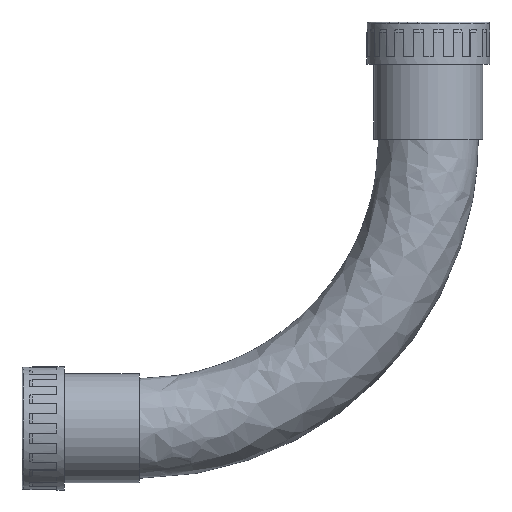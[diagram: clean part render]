
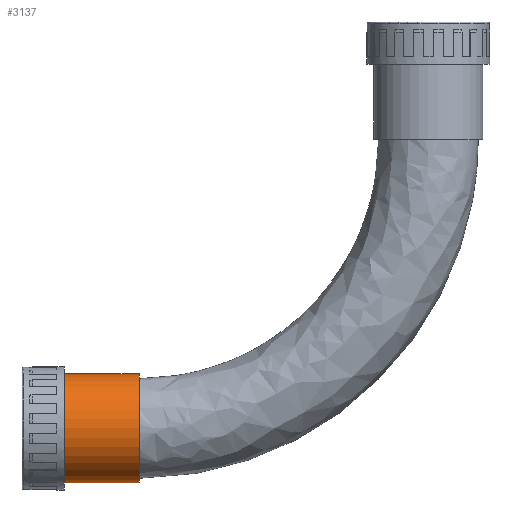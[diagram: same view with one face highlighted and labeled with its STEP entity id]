
A CAD part, front view. The second image highlights one B-rep face of the part: STEP entity #3137.
In plain terms, the highlighted cylindrical face has radius 21.85 mm (diameter 43.7 mm), a full revolution.
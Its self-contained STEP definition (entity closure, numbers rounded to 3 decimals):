
#112 = VERTEX_POINT ( 'NONE', #2116 ) ;
#182 = AXIS2_PLACEMENT_3D ( 'NONE', #3491, #665, #3991 ) ;
#184 = DIRECTION ( 'NONE',  ( 0., 0., -1. ) ) ;
#665 = DIRECTION ( 'NONE',  ( 1., 0., 0. ) ) ;
#1015 = DIRECTION ( 'NONE',  ( -1., 0., 0. ) ) ;
#1031 = EDGE_LOOP ( 'NONE', ( #4677 ) ) ;
#1127 = CARTESIAN_POINT ( 'NONE',  ( -42., 0., -116. ) ) ;
#1214 = VERTEX_POINT ( 'NONE', #3056 ) ;
#1441 = ORIENTED_EDGE ( 'NONE', *, *, #5439, .F. ) ;
#2116 = CARTESIAN_POINT ( 'NONE',  ( 0., 0., -137.85 ) ) ;
#2253 = FACE_OUTER_BOUND ( 'NONE', #3323, .T. ) ;
#2514 = DIRECTION ( 'NONE',  ( 1., 0., 0. ) ) ;
#3056 = CARTESIAN_POINT ( 'NONE',  ( -30., 0., -137.85 ) ) ;
#3103 = CIRCLE ( 'NONE', #4645, 21.85 ) ;
#3137 = ADVANCED_FACE ( 'NONE', ( #2253, #3360 ), #4492, .T. ) ;
#3323 = EDGE_LOOP ( 'NONE', ( #1441 ) ) ;
#3360 = FACE_OUTER_BOUND ( 'NONE', #1031, .T. ) ;
#3491 = CARTESIAN_POINT ( 'NONE',  ( 0., 0., -116. ) ) ;
#3862 = CARTESIAN_POINT ( 'NONE',  ( -30., 0., -116. ) ) ;
#3990 = EDGE_CURVE ( 'NONE', #112, #112, #5800, .T. ) ;
#3991 = DIRECTION ( 'NONE',  ( 0., 0., -1. ) ) ;
#4334 = DIRECTION ( 'NONE',  ( 0., 0., -1. ) ) ;
#4492 = CYLINDRICAL_SURFACE ( 'NONE', #5707, 21.85 ) ;
#4645 = AXIS2_PLACEMENT_3D ( 'NONE', #3862, #1015, #4334 ) ;
#4677 = ORIENTED_EDGE ( 'NONE', *, *, #3990, .F. ) ;
#5439 = EDGE_CURVE ( 'NONE', #1214, #1214, #3103, .T. ) ;
#5707 = AXIS2_PLACEMENT_3D ( 'NONE', #1127, #2514, #184 ) ;
#5800 = CIRCLE ( 'NONE', #182, 21.85 ) ;
